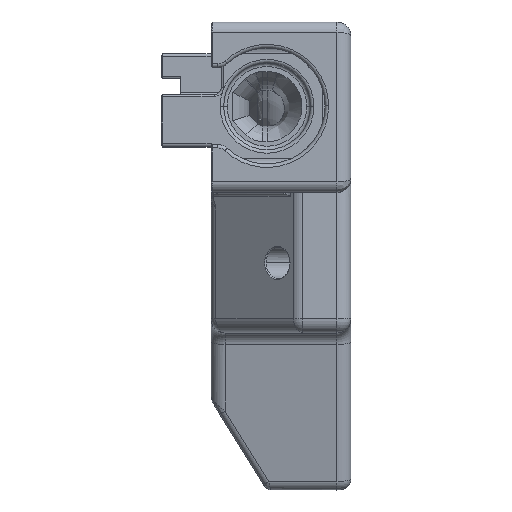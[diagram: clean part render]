
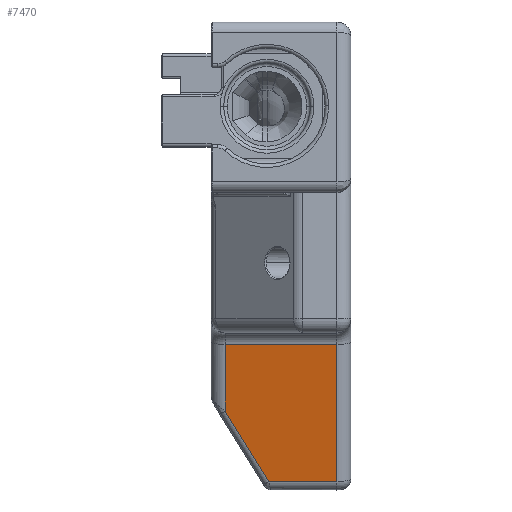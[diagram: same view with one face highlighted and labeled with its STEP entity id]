
A CAD part, top view. The second image highlights one B-rep face of the part: STEP entity #7470.
In plain terms, the highlighted planar face has unit normal (0, -0.194, 0.981).
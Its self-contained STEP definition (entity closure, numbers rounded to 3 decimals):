
#30 = DIRECTION ( 'NONE',  ( 0., 0.981, 0.194 ) ) ;
#49 = LINE ( 'NONE', #1746, #5451 ) ;
#108 = DIRECTION ( 'NONE',  ( 0., 0.981, 0.194 ) ) ;
#199 = CARTESIAN_POINT ( 'NONE',  ( 59., -27.033, -56.523 ) ) ;
#303 = DIRECTION ( 'NONE',  ( 0.521, -0.838, -0.165 ) ) ;
#504 = VERTEX_POINT ( 'NONE', #2178 ) ;
#661 = ORIENTED_EDGE ( 'NONE', *, *, #3282, .T. ) ;
#743 = VECTOR ( 'NONE', #303, 1000. ) ;
#892 = PLANE ( 'NONE',  #8758 ) ;
#1746 = CARTESIAN_POINT ( 'NONE',  ( 75., -5.964, -52.362 ) ) ;
#1922 = ORIENTED_EDGE ( 'NONE', *, *, #3146, .T. ) ;
#1959 = LINE ( 'NONE', #199, #10311 ) ;
#2176 = VERTEX_POINT ( 'NONE', #4691 ) ;
#2178 = CARTESIAN_POINT ( 'NONE',  ( 75., -25.562, -56.232 ) ) ;
#2715 = CARTESIAN_POINT ( 'NONE',  ( 75., -25.562, -56.232 ) ) ;
#2735 = VERTEX_POINT ( 'NONE', #3572 ) ;
#2756 = FACE_OUTER_BOUND ( 'NONE', #5835, .T. ) ;
#3146 = EDGE_CURVE ( 'NONE', #2176, #504, #6343, .T. ) ;
#3166 = VERTEX_POINT ( 'NONE', #4391 ) ;
#3282 = EDGE_CURVE ( 'NONE', #7563, #2735, #1959, .T. ) ;
#3572 = CARTESIAN_POINT ( 'NONE',  ( 59., -15.498, -54.244 ) ) ;
#3737 = LINE ( 'NONE', #9919, #6146 ) ;
#4334 = CARTESIAN_POINT ( 'NONE',  ( 77.01, -2.414, -51.661 ) ) ;
#4391 = CARTESIAN_POINT ( 'NONE',  ( 75., -5.964, -52.362 ) ) ;
#4392 = EDGE_CURVE ( 'NONE', #3166, #7563, #3737, .T. ) ;
#4588 = DIRECTION ( 'NONE',  ( -1., 0., 0. ) ) ;
#4620 = CARTESIAN_POINT ( 'NONE',  ( 59., -5.964, -52.362 ) ) ;
#4691 = CARTESIAN_POINT ( 'NONE',  ( 65.256, -25.562, -56.232 ) ) ;
#5347 = LINE ( 'NONE', #9717, #743 ) ;
#5421 = DIRECTION ( 'NONE',  ( 0., -0.981, -0.194 ) ) ;
#5451 = VECTOR ( 'NONE', #108, 1000. ) ;
#5835 = EDGE_LOOP ( 'NONE', ( #661, #6008, #1922, #7791, #9574 ) ) ;
#5904 = EDGE_CURVE ( 'NONE', #504, #3166, #49, .T. ) ;
#6008 = ORIENTED_EDGE ( 'NONE', *, *, #10814, .T. ) ;
#6146 = VECTOR ( 'NONE', #4588, 1000. ) ;
#6343 = LINE ( 'NONE', #2715, #8303 ) ;
#7470 = ADVANCED_FACE ( 'NONE', ( #2756 ), #892, .F. ) ;
#7563 = VERTEX_POINT ( 'NONE', #4620 ) ;
#7791 = ORIENTED_EDGE ( 'NONE', *, *, #5904, .T. ) ;
#7940 = DIRECTION ( 'NONE',  ( 1., 0., 0. ) ) ;
#8303 = VECTOR ( 'NONE', #7940, 1000. ) ;
#8758 = AXIS2_PLACEMENT_3D ( 'NONE', #4334, #10468, #30 ) ;
#9574 = ORIENTED_EDGE ( 'NONE', *, *, #4392, .T. ) ;
#9717 = CARTESIAN_POINT ( 'NONE',  ( 57.954, -13.816, -53.912 ) ) ;
#9919 = CARTESIAN_POINT ( 'NONE',  ( 77.01, -5.964, -52.362 ) ) ;
#10311 = VECTOR ( 'NONE', #5421, 1000. ) ;
#10468 = DIRECTION ( 'NONE',  ( 0., 0.194, -0.981 ) ) ;
#10814 = EDGE_CURVE ( 'NONE', #2735, #2176, #5347, .T. ) ;
